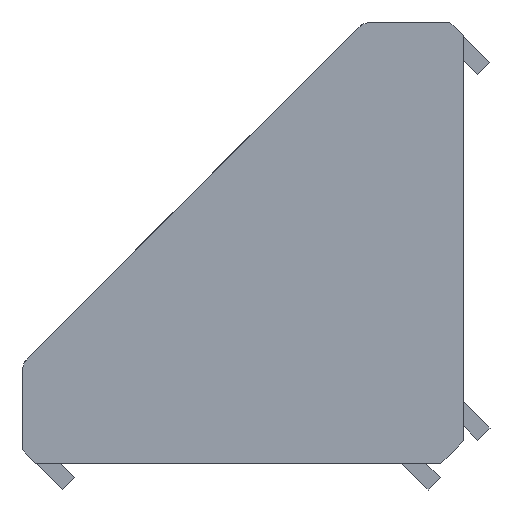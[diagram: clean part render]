
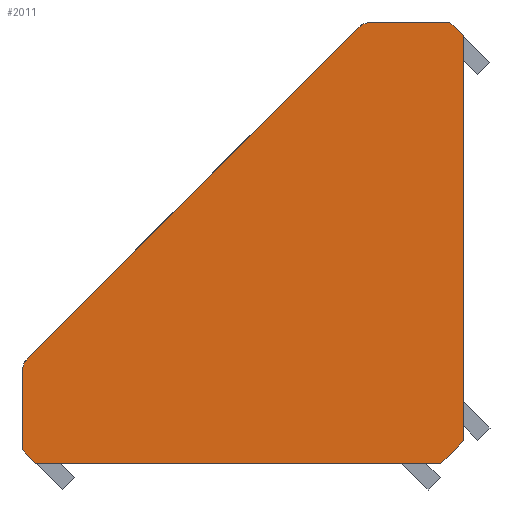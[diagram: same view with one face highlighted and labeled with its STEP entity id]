
A CAD part, left-side view. The second image highlights one B-rep face of the part: STEP entity #2011.
In plain terms, the highlighted planar face has unit normal (-1, 0, 0).
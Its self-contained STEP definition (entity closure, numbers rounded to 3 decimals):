
#56=CIRCLE('',#2176,2.);
#59=CIRCLE('',#2185,2.);
#118=FACE_OUTER_BOUND('',#235,.T.);
#235=EDGE_LOOP('',(#1508,#1509,#1510,#1511,#1512,#1513,#1514,#1515,#1516,
#1517));
#347=LINE('',#2884,#597);
#379=LINE('',#2971,#629);
#389=LINE('',#2991,#639);
#405=LINE('',#3024,#655);
#439=LINE('',#3092,#689);
#445=LINE('',#3102,#695);
#452=LINE('',#3114,#702);
#455=LINE('',#3120,#705);
#597=VECTOR('',#2317,1000.);
#629=VECTOR('',#2383,1000.);
#639=VECTOR('',#2395,1000.);
#655=VECTOR('',#2415,1000.);
#689=VECTOR('',#2473,1000.);
#695=VECTOR('',#2481,1000.);
#702=VECTOR('',#2492,1000.);
#705=VECTOR('',#2497,1000.);
#847=VERTEX_POINT('',#2881);
#848=VERTEX_POINT('',#2883);
#885=VERTEX_POINT('',#2968);
#886=VERTEX_POINT('',#2970);
#895=VERTEX_POINT('',#2990);
#910=VERTEX_POINT('',#3023);
#930=VERTEX_POINT('',#3085);
#932=VERTEX_POINT('',#3091);
#938=VERTEX_POINT('',#3113);
#940=VERTEX_POINT('',#3119);
#1039=EDGE_CURVE('',#847,#848,#347,.T.);
#1083=EDGE_CURVE('',#885,#886,#379,.T.);
#1093=EDGE_CURVE('',#886,#895,#389,.T.);
#1109=EDGE_CURVE('',#895,#910,#405,.T.);
#1142=EDGE_CURVE('',#848,#930,#56,.T.);
#1145=EDGE_CURVE('',#930,#932,#439,.T.);
#1151=EDGE_CURVE('',#932,#885,#445,.T.);
#1158=EDGE_CURVE('',#910,#938,#452,.T.);
#1161=EDGE_CURVE('',#938,#940,#455,.T.);
#1166=EDGE_CURVE('',#940,#847,#59,.T.);
#1508=ORIENTED_EDGE('',*,*,#1142,.F.);
#1509=ORIENTED_EDGE('',*,*,#1039,.F.);
#1510=ORIENTED_EDGE('',*,*,#1166,.F.);
#1511=ORIENTED_EDGE('',*,*,#1161,.F.);
#1512=ORIENTED_EDGE('',*,*,#1158,.F.);
#1513=ORIENTED_EDGE('',*,*,#1109,.F.);
#1514=ORIENTED_EDGE('',*,*,#1093,.F.);
#1515=ORIENTED_EDGE('',*,*,#1083,.F.);
#1516=ORIENTED_EDGE('',*,*,#1151,.F.);
#1517=ORIENTED_EDGE('',*,*,#1145,.F.);
#1914=PLANE('',#2187);
#2011=ADVANCED_FACE('',(#118),#1914,.F.);
#2176=AXIS2_PLACEMENT_3D('',#3086,#2466,#2467);
#2185=AXIS2_PLACEMENT_3D('',#3127,#2505,#2506);
#2187=AXIS2_PLACEMENT_3D('',#3129,#2509,#2510);
#2317=DIRECTION('',(0.,-0.707,0.707));
#2383=DIRECTION('',(0.,0.,-1.));
#2395=DIRECTION('',(0.,0.707,-0.707));
#2415=DIRECTION('',(0.,1.,0.));
#2466=DIRECTION('center_axis',(1.,0.,0.));
#2467=DIRECTION('ref_axis',(0.,0.,-1.));
#2473=DIRECTION('',(0.,-1.,0.));
#2481=DIRECTION('',(0.,-0.707,-0.707));
#2492=DIRECTION('',(0.,0.707,0.707));
#2497=DIRECTION('',(0.,0.,1.));
#2505=DIRECTION('center_axis',(1.,0.,0.));
#2506=DIRECTION('ref_axis',(0.,0.,-1.));
#2509=DIRECTION('center_axis',(1.,0.,0.));
#2510=DIRECTION('ref_axis',(0.,0.,-1.));
#2881=CARTESIAN_POINT('',(-21.,40.714,9.915));
#2883=CARTESIAN_POINT('',(-21.,9.915,40.714));
#2884=CARTESIAN_POINT('',(-21.,40.714,9.915));
#2968=CARTESIAN_POINT('',(-21.,0.,40.022));
#2970=CARTESIAN_POINT('',(-21.,0.,2.121));
#2971=CARTESIAN_POINT('',(-21.,0.,40.022));
#2990=CARTESIAN_POINT('',(-21.,2.121,0.));
#2991=CARTESIAN_POINT('',(-21.,0.,2.121));
#3023=CARTESIAN_POINT('',(-21.,40.022,0.));
#3024=CARTESIAN_POINT('',(-21.,2.121,0.));
#3085=CARTESIAN_POINT('',(-21.,8.5,41.3));
#3086=CARTESIAN_POINT('Origin',(-21.,8.5,39.3));
#3091=CARTESIAN_POINT('',(-21.,1.278,41.3));
#3092=CARTESIAN_POINT('',(-21.,8.5,41.3));
#3102=CARTESIAN_POINT('',(-21.,1.278,41.3));
#3113=CARTESIAN_POINT('',(-21.,41.3,1.278));
#3114=CARTESIAN_POINT('',(-21.,40.022,0.));
#3119=CARTESIAN_POINT('',(-21.,41.3,8.5));
#3120=CARTESIAN_POINT('',(-21.,41.3,1.278));
#3127=CARTESIAN_POINT('Origin',(-21.,39.3,8.5));
#3129=CARTESIAN_POINT('Origin',(-21.,8.5,39.3));
